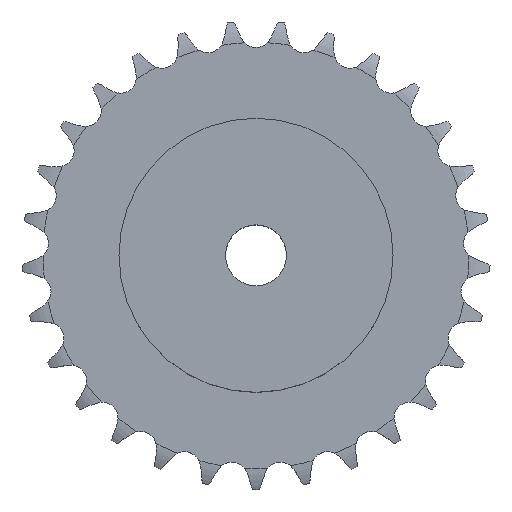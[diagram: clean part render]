
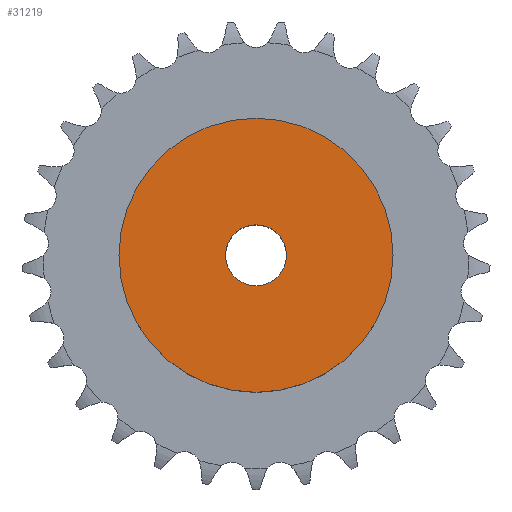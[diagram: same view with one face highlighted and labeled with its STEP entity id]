
A CAD part, top view. The second image highlights one B-rep face of the part: STEP entity #31219.
In plain terms, the highlighted planar face has unit normal (0, 0, 1).
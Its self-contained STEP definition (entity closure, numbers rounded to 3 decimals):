
#3801 = CYLINDRICAL_SURFACE('',#3802,45.);
#3802 = AXIS2_PLACEMENT_3D('',#3803,#3804,#3805);
#3803 = CARTESIAN_POINT('',(0.,0.,0.));
#3804 = DIRECTION('',(-0.,-0.,-1.));
#3805 = DIRECTION('',(1.,0.,0.));
#19630 = VERTEX_POINT('',#19631);
#19631 = CARTESIAN_POINT('',(45.,0.,35.));
#19652 = EDGE_CURVE('',#19630,#19630,#19653,.T.);
#19653 = SURFACE_CURVE('',#19654,(#19659,#19666),.PCURVE_S1.);
#19654 = CIRCLE('',#19655,45.);
#19655 = AXIS2_PLACEMENT_3D('',#19656,#19657,#19658);
#19656 = CARTESIAN_POINT('',(0.,0.,35.));
#19657 = DIRECTION('',(0.,0.,1.));
#19658 = DIRECTION('',(1.,0.,0.));
#19659 = PCURVE('',#3801,#19660);
#19660 = DEFINITIONAL_REPRESENTATION('',(#19661),#19665);
#19661 = LINE('',#19662,#19663);
#19662 = CARTESIAN_POINT('',(-0.,-35.));
#19663 = VECTOR('',#19664,1.);
#19664 = DIRECTION('',(-1.,0.));
#19665 = ( GEOMETRIC_REPRESENTATION_CONTEXT(2) 
PARAMETRIC_REPRESENTATION_CONTEXT() REPRESENTATION_CONTEXT('2D SPACE',''
  ) );
#19666 = PCURVE('',#19667,#19672);
#19667 = PLANE('',#19668);
#19668 = AXIS2_PLACEMENT_3D('',#19669,#19670,#19671);
#19669 = CARTESIAN_POINT('',(0.,0.,35.)
  );
#19670 = DIRECTION('',(0.,0.,1.));
#19671 = DIRECTION('',(1.,0.,0.));
#19672 = DEFINITIONAL_REPRESENTATION('',(#19673),#19677);
#19673 = CIRCLE('',#19674,45.);
#19674 = AXIS2_PLACEMENT_2D('',#19675,#19676);
#19675 = CARTESIAN_POINT('',(0.,0.));
#19676 = DIRECTION('',(1.,0.));
#19677 = ( GEOMETRIC_REPRESENTATION_CONTEXT(2) 
PARAMETRIC_REPRESENTATION_CONTEXT() REPRESENTATION_CONTEXT('2D SPACE',''
  ) );
#26476 = CYLINDRICAL_SURFACE('',#26477,10.);
#26477 = AXIS2_PLACEMENT_3D('',#26478,#26479,#26480);
#26478 = CARTESIAN_POINT('',(0.,0.,235.158));
#26479 = DIRECTION('',(0.,0.,1.));
#26480 = DIRECTION('',(1.,0.,0.));
#31219 = ADVANCED_FACE('',(#31220,#31223),#19667,.T.);
#31220 = FACE_BOUND('',#31221,.T.);
#31221 = EDGE_LOOP('',(#31222));
#31222 = ORIENTED_EDGE('',*,*,#19652,.T.);
#31223 = FACE_BOUND('',#31224,.T.);
#31224 = EDGE_LOOP('',(#31225));
#31225 = ORIENTED_EDGE('',*,*,#31226,.F.);
#31226 = EDGE_CURVE('',#31227,#31227,#31229,.T.);
#31227 = VERTEX_POINT('',#31228);
#31228 = CARTESIAN_POINT('',(10.,0.,35.));
#31229 = SURFACE_CURVE('',#31230,(#31235,#31242),.PCURVE_S1.);
#31230 = CIRCLE('',#31231,10.);
#31231 = AXIS2_PLACEMENT_3D('',#31232,#31233,#31234);
#31232 = CARTESIAN_POINT('',(0.,0.,35.));
#31233 = DIRECTION('',(0.,0.,1.));
#31234 = DIRECTION('',(1.,0.,0.));
#31235 = PCURVE('',#19667,#31236);
#31236 = DEFINITIONAL_REPRESENTATION('',(#31237),#31241);
#31237 = CIRCLE('',#31238,10.);
#31238 = AXIS2_PLACEMENT_2D('',#31239,#31240);
#31239 = CARTESIAN_POINT('',(0.,0.));
#31240 = DIRECTION('',(1.,0.));
#31241 = ( GEOMETRIC_REPRESENTATION_CONTEXT(2) 
PARAMETRIC_REPRESENTATION_CONTEXT() REPRESENTATION_CONTEXT('2D SPACE',''
  ) );
#31242 = PCURVE('',#26476,#31243);
#31243 = DEFINITIONAL_REPRESENTATION('',(#31244),#31248);
#31244 = LINE('',#31245,#31246);
#31245 = CARTESIAN_POINT('',(0.,-200.158));
#31246 = VECTOR('',#31247,1.);
#31247 = DIRECTION('',(1.,0.));
#31248 = ( GEOMETRIC_REPRESENTATION_CONTEXT(2) 
PARAMETRIC_REPRESENTATION_CONTEXT() REPRESENTATION_CONTEXT('2D SPACE',''
  ) );
